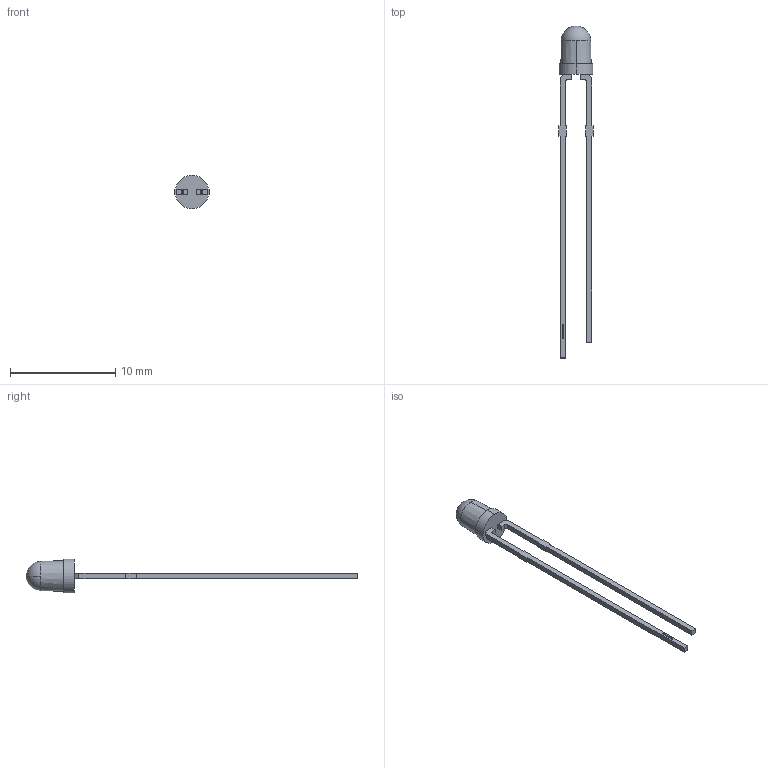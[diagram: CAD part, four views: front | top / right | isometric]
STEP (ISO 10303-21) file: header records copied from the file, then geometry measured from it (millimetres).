
FILE_DESCRIPTION (( 'STEP AP214' ), '1' );
FILE_NAME ('937.STEP', '2008-08-27T23:52:31', ( '' ), ( '' ), 'SwSTEP 2.0', 'SolidWorks 2008', '' );
FILE_SCHEMA (( 'AUTOMOTIVE_DESIGN' ));
Length unit declared in the file: millimetre
Products named in the file (1): 937
Bounding box: 3.24 x 31.6 x 3.2 mm (x, y, z)
Volume: 41.4 mm3; surface area: 159.1 mm2
Topology: 1 solids, 1 shells, 325 faces, 877 edges, 585 vertices
Faces by surface type: plane 201, bspline 116, cylinder 4, cone 2, sphere 2
Entity records: 19147 total; most frequent: CARTESIAN_POINT 8176, ORIENTED_EDGE 1754, DIRECTION 1081, EDGE_CURVE 877, VECTOR 629, LINE 629, VERTEX_POINT 585, EDGE_LOOP 356
